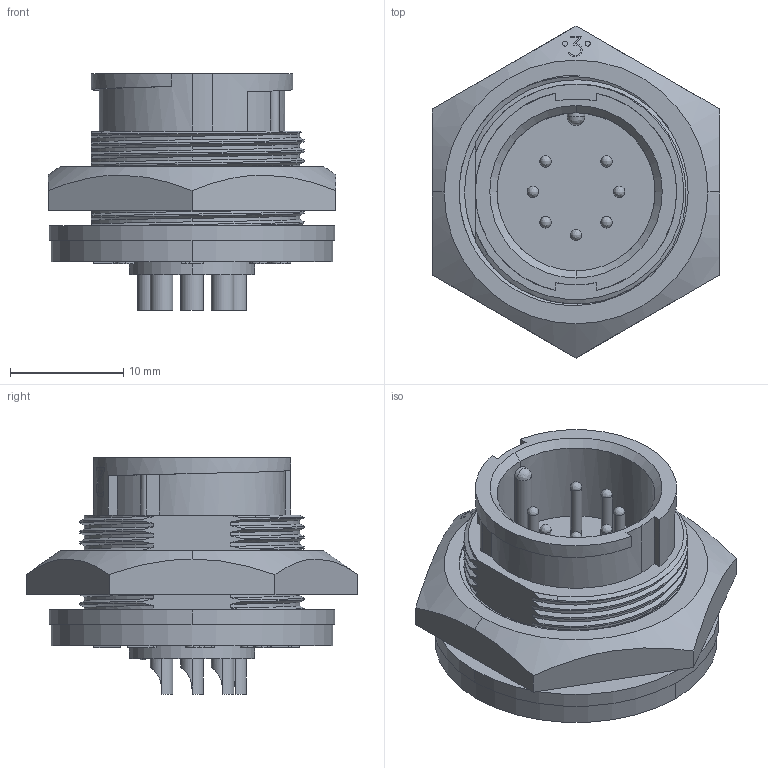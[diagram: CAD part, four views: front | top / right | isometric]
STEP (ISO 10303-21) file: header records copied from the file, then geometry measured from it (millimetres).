
FILE_DESCRIPTION (( 'STEP AP203' ), '1' );
FILE_NAME ('4282-7PG-300.STEP', '2014-10-09T13:23:54', ( '' ), ( '' ), 'SwSTEP 2.0', 'SolidWorks 2014', '' );
FILE_SCHEMA (( 'CONFIG_CONTROL_DESIGN' ));
Length unit declared in the file: inch
Products named in the file (1): 4282-7PG-300
Bounding box: 25.4 x 29.33 x 20.93 mm (x, y, z)
Volume: 4930.4 mm3; surface area: 4086.5 mm2
Topology: 2 solids, 2 shells, 412 faces, 1116 edges, 729 vertices
Faces by surface type: plane 171, bspline 125, cylinder 108, cone 8
Entity records: 25346 total; most frequent: CARTESIAN_POINT 16214, ORIENTED_EDGE 2200, DIRECTION 1363, EDGE_CURVE 1100, VERTEX_POINT 729, VECTOR 573, LINE 573, EDGE_LOOP 451
